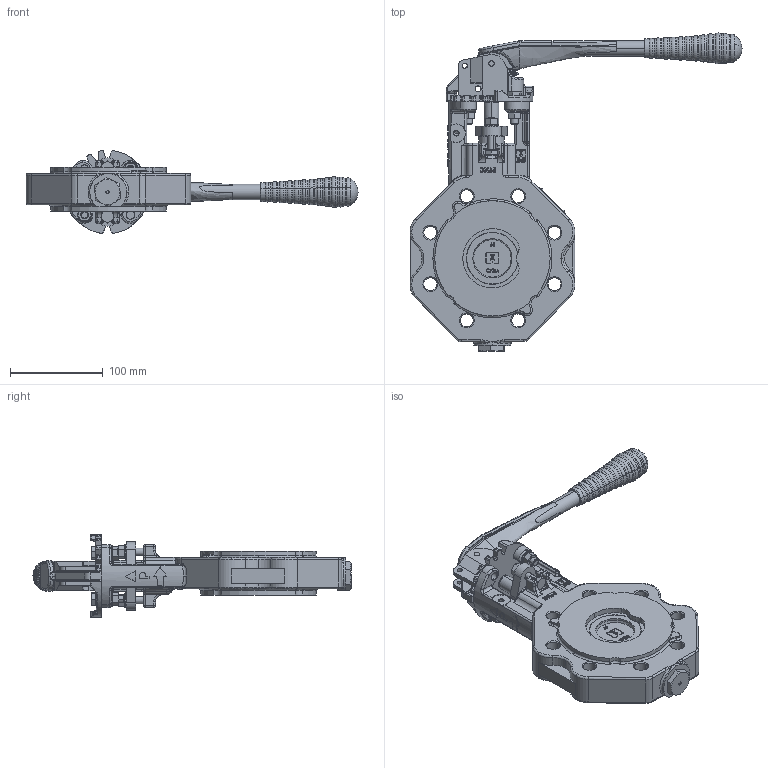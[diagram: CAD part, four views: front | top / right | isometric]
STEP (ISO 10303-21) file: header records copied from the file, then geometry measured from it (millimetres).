
FILE_DESCRIPTION (( 'STEP AP203' ), '1' );
FILE_NAME ('5590T06501_PN25-40.STEP', '2023-06-27T07:02:38', ( '' ), ( '' ), 'SwSTEP 2.0', 'SolidWorks 2022', '' );
FILE_SCHEMA (( 'CONFIG_CONTROL_DESIGN' ));
Products named in the file (1): 5590T06501_PN25-40
Bounding box: 358.22 x 343.25 x 89.18 mm (x, y, z)
Volume: 1248135.1 mm3; surface area: 203376.8 mm2
Topology: 19 solids, 19 shells, 3374 faces, 8767 edges, 5552 vertices
Faces by surface type: plane 1384, bspline 979, cylinder 527, torus 302, cone 154, sphere 28
Entity records: 150637 total; most frequent: CARTESIAN_POINT 74876, ORIENTED_EDGE 17388, DIRECTION 12881, EDGE_CURVE 8694, VERTEX_POINT 5552, VECTOR 4409, LINE 4409, AXIS2_PLACEMENT_3D 4236
